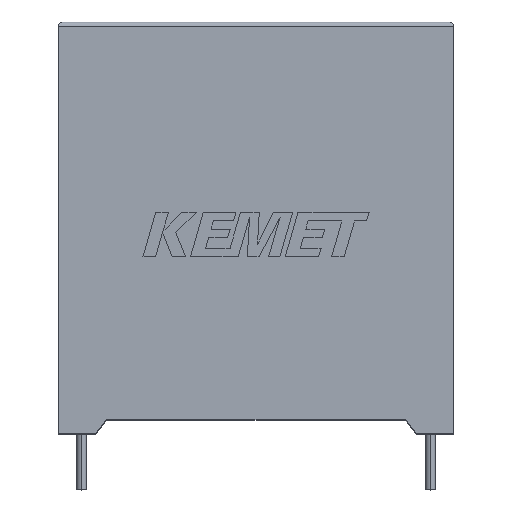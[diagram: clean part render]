
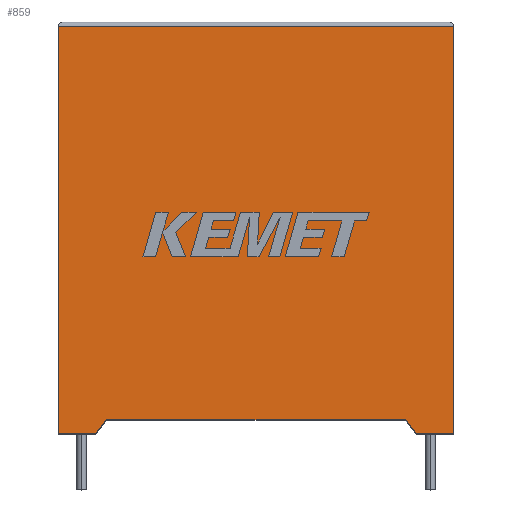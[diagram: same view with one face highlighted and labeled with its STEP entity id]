
A CAD part, top view. The second image highlights one B-rep face of the part: STEP entity #859.
In plain terms, the highlighted planar face has unit normal (0, 0, 1).
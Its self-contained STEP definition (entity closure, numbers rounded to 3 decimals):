
#56 = VERTEX_POINT ( 'NONE', #509 ) ;
#61 = CARTESIAN_POINT ( 'NONE',  ( 0., 0., 24.3 ) ) ;
#104 = DIRECTION ( 'NONE',  ( 1., 0., 0. ) ) ;
#133 = VERTEX_POINT ( 'NONE', #1943 ) ;
#138 = VERTEX_POINT ( 'NONE', #61 ) ;
#143 = EDGE_CURVE ( 'NONE', #138, #2219, #1727, .T. ) ;
#160 = ORIENTED_EDGE ( 'NONE', *, *, #534, .T. ) ;
#167 = VECTOR ( 'NONE', #2423, 1000. ) ;
#207 = DIRECTION ( 'NONE',  ( 0., -1., 0. ) ) ;
#240 = EDGE_CURVE ( 'NONE', #56, #2544, #343, .T. ) ;
#245 = DIRECTION ( 'NONE',  ( 0., 0., -1. ) ) ;
#293 = ORIENTED_EDGE ( 'NONE', *, *, #982, .T. ) ;
#300 = CARTESIAN_POINT ( 'NONE',  ( 0., 0., 24.3 ) ) ;
#342 = CARTESIAN_POINT ( 'NONE',  ( 0., 43.8, 24.3 ) ) ;
#343 = LINE ( 'NONE', #542, #2581 ) ;
#429 = CARTESIAN_POINT ( 'NONE',  ( 42.5, 0., 24.3 ) ) ;
#503 = VERTEX_POINT ( 'NONE', #1577 ) ;
#509 = CARTESIAN_POINT ( 'NONE',  ( 38.5, 0., 24.3 ) ) ;
#534 = EDGE_CURVE ( 'NONE', #1099, #56, #2257, .T. ) ;
#542 = CARTESIAN_POINT ( 'NONE',  ( 0., 0., 24.3 ) ) ;
#810 = LINE ( 'NONE', #1079, #167 ) ;
#827 = EDGE_CURVE ( 'NONE', #1607, #2219, #1716, .T. ) ;
#859 = ADVANCED_FACE ( 'NONE', ( #2379 ), #2867, .F. ) ;
#899 = CARTESIAN_POINT ( 'NONE',  ( 4., 0., 24.3 ) ) ;
#982 = EDGE_CURVE ( 'NONE', #133, #138, #2513, .T. ) ;
#1007 = CARTESIAN_POINT ( 'NONE',  ( 0., 0., 24.3 ) ) ;
#1079 = CARTESIAN_POINT ( 'NONE',  ( 42.5, 0., 24.3 ) ) ;
#1099 = VERTEX_POINT ( 'NONE', #2959 ) ;
#1100 = ORIENTED_EDGE ( 'NONE', *, *, #1874, .F. ) ;
#1250 = ORIENTED_EDGE ( 'NONE', *, *, #827, .F. ) ;
#1354 = VECTOR ( 'NONE', #207, 1000. ) ;
#1380 = EDGE_CURVE ( 'NONE', #2544, #503, #810, .T. ) ;
#1412 = DIRECTION ( 'NONE',  ( -1., 0., 0. ) ) ;
#1497 = DIRECTION ( 'NONE',  ( -0.611, -0.791, 0. ) ) ;
#1577 = CARTESIAN_POINT ( 'NONE',  ( 42.5, 43.8, 24.3 ) ) ;
#1580 = CARTESIAN_POINT ( 'NONE',  ( 5.18, 1.527, 24.3 ) ) ;
#1607 = VERTEX_POINT ( 'NONE', #1580 ) ;
#1716 = LINE ( 'NONE', #2657, #3026 ) ;
#1727 = LINE ( 'NONE', #300, #2734 ) ;
#1792 = CARTESIAN_POINT ( 'NONE',  ( 0., 0., 24.3 ) ) ;
#1806 = DIRECTION ( 'NONE',  ( 0.611, -0.791, 0. ) ) ;
#1865 = CARTESIAN_POINT ( 'NONE',  ( 21.25, 1.527, 24.3 ) ) ;
#1874 = EDGE_CURVE ( 'NONE', #1099, #1607, #3023, .T. ) ;
#1943 = CARTESIAN_POINT ( 'NONE',  ( 0., 43.8, 24.3 ) ) ;
#1965 = ORIENTED_EDGE ( 'NONE', *, *, #2819, .T. ) ;
#2129 = EDGE_LOOP ( 'NONE', ( #2949, #1965, #293, #2599, #1250, #1100, #160, #2325 ) ) ;
#2219 = VERTEX_POINT ( 'NONE', #899 ) ;
#2257 = LINE ( 'NONE', #2460, #2721 ) ;
#2325 = ORIENTED_EDGE ( 'NONE', *, *, #240, .T. ) ;
#2379 = FACE_OUTER_BOUND ( 'NONE', #2129, .T. ) ;
#2385 = VECTOR ( 'NONE', #2976, 1000. ) ;
#2423 = DIRECTION ( 'NONE',  ( 0., 1., 0. ) ) ;
#2460 = CARTESIAN_POINT ( 'NONE',  ( 38.5, 0., 24.3 ) ) ;
#2479 = LINE ( 'NONE', #342, #2385 ) ;
#2487 = VECTOR ( 'NONE', #1412, 1000. ) ;
#2513 = LINE ( 'NONE', #1792, #1354 ) ;
#2544 = VERTEX_POINT ( 'NONE', #429 ) ;
#2545 = DIRECTION ( 'NONE',  ( 1., 0., 0. ) ) ;
#2580 = AXIS2_PLACEMENT_3D ( 'NONE', #1007, #245, #2821 ) ;
#2581 = VECTOR ( 'NONE', #2545, 1000. ) ;
#2599 = ORIENTED_EDGE ( 'NONE', *, *, #143, .T. ) ;
#2657 = CARTESIAN_POINT ( 'NONE',  ( 4., 0., 24.3 ) ) ;
#2721 = VECTOR ( 'NONE', #1806, 1000. ) ;
#2734 = VECTOR ( 'NONE', #104, 1000. ) ;
#2819 = EDGE_CURVE ( 'NONE', #503, #133, #2479, .T. ) ;
#2821 = DIRECTION ( 'NONE',  ( -1., 0., 0. ) ) ;
#2867 = PLANE ( 'NONE',  #2580 ) ;
#2949 = ORIENTED_EDGE ( 'NONE', *, *, #1380, .T. ) ;
#2959 = CARTESIAN_POINT ( 'NONE',  ( 37.32, 1.527, 24.3 ) ) ;
#2976 = DIRECTION ( 'NONE',  ( -1., 0., 0. ) ) ;
#3023 = LINE ( 'NONE', #1865, #2487 ) ;
#3026 = VECTOR ( 'NONE', #1497, 1000. ) ;
